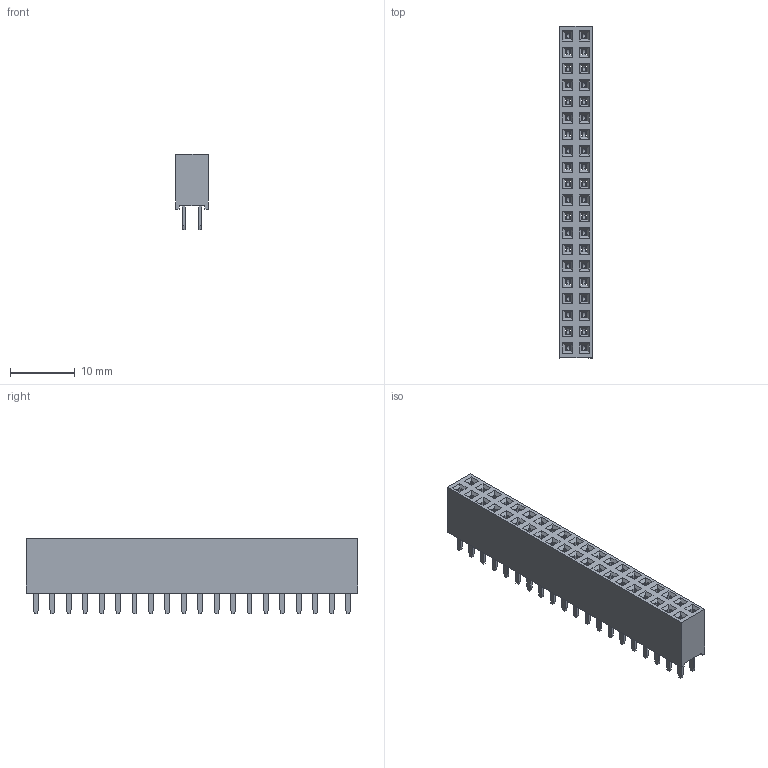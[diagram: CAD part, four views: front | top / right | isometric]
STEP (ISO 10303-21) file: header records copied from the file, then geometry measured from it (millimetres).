
FILE_DESCRIPTION(/* description */ (''),/* implementation_level */ '2;1');
FILE_NAME(/* name */ 'PPTC202LFBN-RC.step',/* time_stamp */ '2021-02-13T16:37:29-05:00',/* author */ (''),/* organization */ (''),/* preprocessor_version */ 'ST-DEVELOPER v18.1',/* originating_system */ 'Autodesk Translation Framework v9.7.1.1290',/* authorisation */ '');
FILE_SCHEMA (('AUTOMOTIVE_DESIGN { 1 0 10303 214 3 1 1 }'));
Products named in the file (1): PPTC202LFBN-RC
Bounding box: 5.08 x 51.3 x 11.7 mm (x, y, z)
Volume: 1806.2 mm3; surface area: 4817.7 mm2
Topology: 41 solids, 41 shells, 1970 faces, 5544 edges, 3696 vertices
Faces by surface type: plane 1530, cylinder 440
Entity records: 63257 total; most frequent: CARTESIAN_POINT 11211, ORIENTED_EDGE 11088, DIRECTION 10366, EDGE_CURVE 5544, LINE 4664, VECTOR 4664, VERTEX_POINT 3696, AXIS2_PLACEMENT_3D 2851
